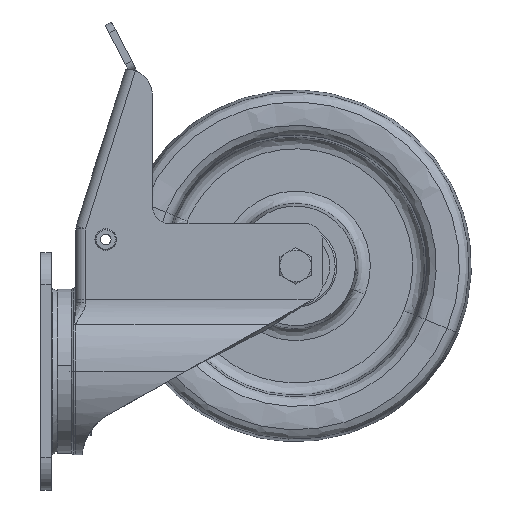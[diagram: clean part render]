
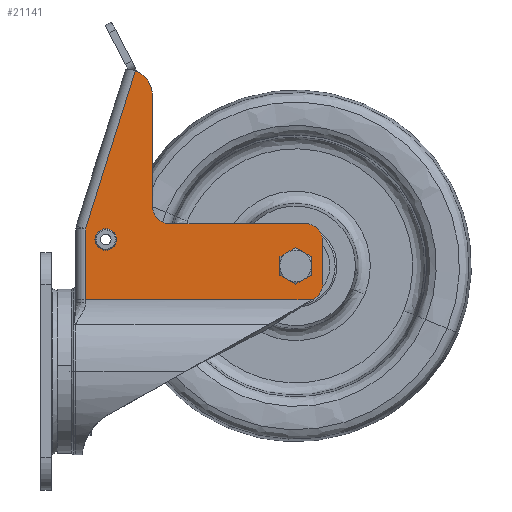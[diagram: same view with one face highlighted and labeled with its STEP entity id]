
A CAD part, left-side view. The second image highlights one B-rep face of the part: STEP entity #21141.
In plain terms, the highlighted planar face has unit normal (-1, 0, 0).
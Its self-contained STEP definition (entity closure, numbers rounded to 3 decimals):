
#5 = CARTESIAN_POINT ( 'NONE',  ( -35., -63.5, 94. ) ) ;
#565 = DIRECTION ( 'NONE',  ( 0., 0., -1. ) ) ;
#722 = VERTEX_POINT ( 'NONE', #4838 ) ;
#818 = PLANE ( 'NONE',  #2200 ) ;
#1093 = DIRECTION ( 'NONE',  ( -1., 0., 0. ) ) ;
#2200 = AXIS2_PLACEMENT_3D ( 'NONE', #37077, #1093, #43136 ) ;
#2986 = CARTESIAN_POINT ( 'NONE',  ( -35., -34.938, -26.807 ) ) ;
#3239 = CARTESIAN_POINT ( 'NONE',  ( -35., -155.93, 41.603 ) ) ;
#3899 = CARTESIAN_POINT ( 'NONE',  ( -35., -150.5, 50. ) ) ;
#4337 = EDGE_CURVE ( 'NONE', #42342, #9870, #72998, .T. ) ;
#4559 = DIRECTION ( 'NONE',  ( 0., 0., -1. ) ) ;
#4838 = CARTESIAN_POINT ( 'NONE',  ( -35., -160.5, 74. ) ) ;
#5759 = LINE ( 'NONE', #59343, #19893 ) ;
#6037 = EDGE_CURVE ( 'NONE', #29061, #71752, #21103, .T. ) ;
#6172 = ORIENTED_EDGE ( 'NONE', *, *, #6037, .T. ) ;
#7867 = FACE_BOUND ( 'NONE', #71746, .T. ) ;
#8304 = VECTOR ( 'NONE', #28164, 1000. ) ;
#8979 = AXIS2_PLACEMENT_3D ( 'NONE', #49531, #13594, #55572 ) ;
#9747 = CIRCLE ( 'NONE', #28228, 10. ) ;
#9867 = CARTESIAN_POINT ( 'NONE',  ( -35., -73.5, 94. ) ) ;
#9870 = VERTEX_POINT ( 'NONE', #37627 ) ;
#9925 = DIRECTION ( 'NONE',  ( 0., 1., 0. ) ) ;
#11144 = ORIENTED_EDGE ( 'NONE', *, *, #4337, .F. ) ;
#11825 = EDGE_LOOP ( 'NONE', ( #35777, #24190, #70909, #65840, #49112, #6172, #60954, #16239, #76750, #34626, #11144 ) ) ;
#12393 = EDGE_CURVE ( 'NONE', #12433, #71752, #78024, .T. ) ;
#12433 = VERTEX_POINT ( 'NONE', #3239 ) ;
#13167 = VERTEX_POINT ( 'NONE', #24906 ) ;
#13594 = DIRECTION ( 'NONE',  ( 1., 0., 0. ) ) ;
#14508 = CARTESIAN_POINT ( 'NONE',  ( -35., -19.781, 40.697 ) ) ;
#15041 = EDGE_LOOP ( 'NONE', ( #66076, #21137 ) ) ;
#15914 = DIRECTION ( 'NONE',  ( 0., 1., 0. ) ) ;
#16239 = ORIENTED_EDGE ( 'NONE', *, *, #17415, .F. ) ;
#16434 = CIRCLE ( 'NONE', #35145, 10. ) ;
#17036 = DIRECTION ( 'NONE',  ( 0., 0., 1. ) ) ;
#17415 = EDGE_CURVE ( 'NONE', #54842, #12433, #31750, .T. ) ;
#17783 = CIRCLE ( 'NONE', #24373, 6.15 ) ;
#17840 = CARTESIAN_POINT ( 'NONE',  ( -35., -48.5, 157. ) ) ;
#19541 = CARTESIAN_POINT ( 'NONE',  ( -35., -25.5, 40.697 ) ) ;
#19893 = VECTOR ( 'NONE', #17036, 1000. ) ;
#21103 = LINE ( 'NONE', #14508, #67186 ) ;
#21137 = ORIENTED_EDGE ( 'NONE', *, *, #61630, .T. ) ;
#21141 = ADVANCED_FACE ( 'NONE', ( #37921, #7867, #21991 ), #818, .T. ) ;
#21331 = CARTESIAN_POINT ( 'NONE',  ( -35., -160.5, 0. ) ) ;
#21991 = FACE_BOUND ( 'NONE', #15041, .T. ) ;
#22144 = CARTESIAN_POINT ( 'NONE',  ( -35., -63.5, 0. ) ) ;
#22563 = CARTESIAN_POINT ( 'NONE',  ( -35., -144.997, 66.1 ) ) ;
#22712 = LINE ( 'NONE', #21331, #54638 ) ;
#23851 = EDGE_CURVE ( 'NONE', #48165, #62289, #71963, .T. ) ;
#23878 = DIRECTION ( 'NONE',  ( 0., 1., 0. ) ) ;
#24190 = ORIENTED_EDGE ( 'NONE', *, *, #49394, .F. ) ;
#24373 = AXIS2_PLACEMENT_3D ( 'NONE', #76504, #40476, #4559 ) ;
#24906 = CARTESIAN_POINT ( 'NONE',  ( -35., -144.997, 53.9 ) ) ;
#25064 = VECTOR ( 'NONE', #67037, 1000. ) ;
#26390 = VECTOR ( 'NONE', #35852, 1000. ) ;
#26801 = VERTEX_POINT ( 'NONE', #50037 ) ;
#27086 = EDGE_CURVE ( 'NONE', #62289, #48165, #17783, .T. ) ;
#28164 = DIRECTION ( 'NONE',  ( 0., 0., -1. ) ) ;
#28228 = AXIS2_PLACEMENT_3D ( 'NONE', #71464, #35439, #77470 ) ;
#28414 = CARTESIAN_POINT ( 'NONE',  ( -35., -73.5, 84. ) ) ;
#29061 = VERTEX_POINT ( 'NONE', #19541 ) ;
#29811 = EDGE_CURVE ( 'NONE', #26801, #60834, #34844, .T. ) ;
#30257 = EDGE_CURVE ( 'NONE', #60834, #62869, #40308, .T. ) ;
#31750 = CIRCLE ( 'NONE', #70834, 10. ) ;
#32537 = DIRECTION ( 'NONE',  ( 0., -1., 0. ) ) ;
#33297 = CIRCLE ( 'NONE', #44601, 6.1 ) ;
#34626 = ORIENTED_EDGE ( 'NONE', *, *, #70384, .F. ) ;
#34725 = CARTESIAN_POINT ( 'NONE',  ( -35., -144.997, 60. ) ) ;
#34844 = LINE ( 'NONE', #71871, #26390 ) ;
#35145 = AXIS2_PLACEMENT_3D ( 'NONE', #9867, #51895, #15914 ) ;
#35439 = DIRECTION ( 'NONE',  ( 1., 0., 0. ) ) ;
#35777 = ORIENTED_EDGE ( 'NONE', *, *, #60383, .T. ) ;
#35852 = DIRECTION ( 'NONE',  ( 0., -0.301, 0.954 ) ) ;
#35980 = VERTEX_POINT ( 'NONE', #5 ) ;
#36586 = DIRECTION ( 'NONE',  ( 1., 0., 0. ) ) ;
#37077 = CARTESIAN_POINT ( 'NONE',  ( -35., -19.781, 0. ) ) ;
#37399 = AXIS2_PLACEMENT_3D ( 'NONE', #17840, #59899, #23878 ) ;
#37627 = CARTESIAN_POINT ( 'NONE',  ( -35., -150.5, 84. ) ) ;
#37659 = EDGE_CURVE ( 'NONE', #722, #54842, #22712, .T. ) ;
#37747 = CARTESIAN_POINT ( 'NONE',  ( -35., -154.328, 40.697 ) ) ;
#37921 = FACE_OUTER_BOUND ( 'NONE', #11825, .T. ) ;
#40308 = CIRCLE ( 'NONE', #37399, 15. ) ;
#40476 = DIRECTION ( 'NONE',  ( 1., 0., 0. ) ) ;
#40724 = DIRECTION ( 'NONE',  ( 0., 0., -1. ) ) ;
#42342 = VERTEX_POINT ( 'NONE', #28414 ) ;
#42443 = ORIENTED_EDGE ( 'NONE', *, *, #23851, .T. ) ;
#43136 = DIRECTION ( 'NONE',  ( 0., 1., 0. ) ) ;
#44448 = CARTESIAN_POINT ( 'NONE',  ( -35., -53.881, 171.002 ) ) ;
#44471 = EDGE_CURVE ( 'NONE', #29061, #26801, #5759, .T. ) ;
#44492 = DIRECTION ( 'NONE',  ( 0., 0.87, -0.492 ) ) ;
#44601 = AXIS2_PLACEMENT_3D ( 'NONE', #34725, #76739, #40724 ) ;
#45908 = DIRECTION ( 'NONE',  ( 1., 0., 0. ) ) ;
#46000 = VERTEX_POINT ( 'NONE', #22563 ) ;
#48165 = VERTEX_POINT ( 'NONE', #56741 ) ;
#49112 = ORIENTED_EDGE ( 'NONE', *, *, #44471, .F. ) ;
#49394 = EDGE_CURVE ( 'NONE', #62869, #35980, #56249, .T. ) ;
#49531 = CARTESIAN_POINT ( 'NONE',  ( -35., -37., 75. ) ) ;
#50037 = CARTESIAN_POINT ( 'NONE',  ( -35., -25.5, 80.989 ) ) ;
#51895 = DIRECTION ( 'NONE',  ( 1., 0., 0. ) ) ;
#54001 = EDGE_CURVE ( 'NONE', #13167, #46000, #33297, .T. ) ;
#54638 = VECTOR ( 'NONE', #63396, 1000. ) ;
#54842 = VERTEX_POINT ( 'NONE', #67999 ) ;
#55572 = DIRECTION ( 'NONE',  ( 0., 0., -1. ) ) ;
#56249 = LINE ( 'NONE', #22144, #8304 ) ;
#56741 = CARTESIAN_POINT ( 'NONE',  ( -35., -37., 68.85 ) ) ;
#59343 = CARTESIAN_POINT ( 'NONE',  ( -35., -25.5, 0. ) ) ;
#59899 = DIRECTION ( 'NONE',  ( 1., 0., 0. ) ) ;
#60383 = EDGE_CURVE ( 'NONE', #42342, #35980, #16434, .T. ) ;
#60834 = VERTEX_POINT ( 'NONE', #44448 ) ;
#60950 = CARTESIAN_POINT ( 'NONE',  ( -35., -19.781, 84. ) ) ;
#60954 = ORIENTED_EDGE ( 'NONE', *, *, #12393, .F. ) ;
#61092 = ORIENTED_EDGE ( 'NONE', *, *, #27086, .T. ) ;
#61146 = CIRCLE ( 'NONE', #69683, 6.1 ) ;
#61630 = EDGE_CURVE ( 'NONE', #46000, #13167, #61146, .T. ) ;
#62289 = VERTEX_POINT ( 'NONE', #74040 ) ;
#62747 = CARTESIAN_POINT ( 'NONE',  ( -35., -63.5, 157. ) ) ;
#62869 = VERTEX_POINT ( 'NONE', #62747 ) ;
#63396 = DIRECTION ( 'NONE',  ( 0., 0., -1. ) ) ;
#65840 = ORIENTED_EDGE ( 'NONE', *, *, #29811, .F. ) ;
#66076 = ORIENTED_EDGE ( 'NONE', *, *, #54001, .T. ) ;
#67037 = DIRECTION ( 'NONE',  ( 0., -1., 0. ) ) ;
#67186 = VECTOR ( 'NONE', #32537, 1000. ) ;
#67999 = CARTESIAN_POINT ( 'NONE',  ( -35., -160.5, 50. ) ) ;
#69683 = AXIS2_PLACEMENT_3D ( 'NONE', #72573, #36586, #565 ) ;
#70384 = EDGE_CURVE ( 'NONE', #9870, #722, #9747, .T. ) ;
#70834 = AXIS2_PLACEMENT_3D ( 'NONE', #3899, #45908, #9925 ) ;
#70909 = ORIENTED_EDGE ( 'NONE', *, *, #30257, .F. ) ;
#71464 = CARTESIAN_POINT ( 'NONE',  ( -35., -150.5, 74. ) ) ;
#71746 = EDGE_LOOP ( 'NONE', ( #42443, #61092 ) ) ;
#71752 = VERTEX_POINT ( 'NONE', #37747 ) ;
#71871 = CARTESIAN_POINT ( 'NONE',  ( -35., -1.756, 5.683 ) ) ;
#71963 = CIRCLE ( 'NONE', #8979, 6.15 ) ;
#72573 = CARTESIAN_POINT ( 'NONE',  ( -35., -144.997, 60. ) ) ;
#72998 = LINE ( 'NONE', #60950, #25064 ) ;
#74040 = CARTESIAN_POINT ( 'NONE',  ( -35., -37., 81.15 ) ) ;
#76179 = VECTOR ( 'NONE', #44492, 1000. ) ;
#76504 = CARTESIAN_POINT ( 'NONE',  ( -35., -37., 75. ) ) ;
#76739 = DIRECTION ( 'NONE',  ( 1., 0., 0. ) ) ;
#76750 = ORIENTED_EDGE ( 'NONE', *, *, #37659, .F. ) ;
#77470 = DIRECTION ( 'NONE',  ( 0., 1., 0. ) ) ;
#78024 = LINE ( 'NONE', #2986, #76179 ) ;
